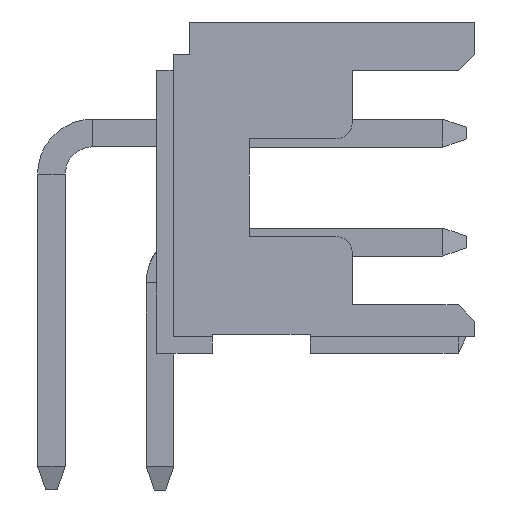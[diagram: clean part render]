
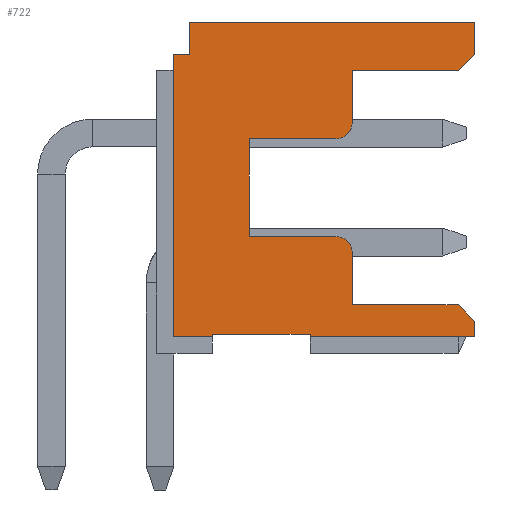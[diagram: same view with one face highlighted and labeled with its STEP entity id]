
A CAD part, left-side view. The second image highlights one B-rep face of the part: STEP entity #722.
In plain terms, the highlighted planar face has unit normal (-1, 0, 0).
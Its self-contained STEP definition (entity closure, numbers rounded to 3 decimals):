
#22 = VERTEX_POINT('',#23);
#23 = CARTESIAN_POINT('',(-7.,0.128,0.338));
#31 = EDGE_CURVE('',#32,#22,#34,.T.);
#32 = VERTEX_POINT('',#33);
#33 = CARTESIAN_POINT('',(-7.,0.128,0.628));
#34 = LINE('',#35,#36);
#35 = CARTESIAN_POINT('',(-7.,0.128,0.628));
#36 = VECTOR('',#37,1.);
#37 = DIRECTION('',(0.,0.,-1.));
#120 = VERTEX_POINT('',#121);
#121 = CARTESIAN_POINT('',(-7.,3.153,0.338));
#127 = EDGE_CURVE('',#22,#120,#128,.T.);
#128 = LINE('',#129,#130);
#129 = CARTESIAN_POINT('',(-7.,0.128,0.338));
#130 = VECTOR('',#131,1.);
#131 = DIRECTION('',(0.,1.,0.));
#446 = VERTEX_POINT('',#447);
#447 = CARTESIAN_POINT('',(-7.,3.153,0.388));
#453 = EDGE_CURVE('',#120,#446,#454,.T.);
#454 = LINE('',#455,#456);
#455 = CARTESIAN_POINT('',(-7.,3.153,0.338));
#456 = VECTOR('',#457,1.);
#457 = DIRECTION('',(0.,0.,1.));
#688 = EDGE_CURVE('',#689,#32,#691,.T.);
#689 = VERTEX_POINT('',#690);
#690 = CARTESIAN_POINT('',(-7.,0.428,0.928));
#691 = LINE('',#692,#693);
#692 = CARTESIAN_POINT('',(-7.,0.428,0.928));
#693 = VECTOR('',#694,1.);
#694 = DIRECTION('',(0.,-0.707,-0.707));
#722 = ADVANCED_FACE('',(#723),#873,.T.);
#723 = FACE_BOUND('',#724,.F.);
#724 = EDGE_LOOP('',(#725,#726,#727,#735,#743,#751,#759,#767,#775,#783,
    #791,#799,#807,#815,#824,#832,#840,#848,#857,#865,#871,#872));
#725 = ORIENTED_EDGE('',*,*,#127,.T.);
#726 = ORIENTED_EDGE('',*,*,#453,.T.);
#727 = ORIENTED_EDGE('',*,*,#728,.T.);
#728 = EDGE_CURVE('',#446,#729,#731,.T.);
#729 = VERTEX_POINT('',#730);
#730 = CARTESIAN_POINT('',(-7.,4.953,0.388));
#731 = LINE('',#732,#733);
#732 = CARTESIAN_POINT('',(-7.,3.153,0.388));
#733 = VECTOR('',#734,1.);
#734 = DIRECTION('',(0.,1.,0.));
#735 = ORIENTED_EDGE('',*,*,#736,.T.);
#736 = EDGE_CURVE('',#729,#737,#739,.T.);
#737 = VERTEX_POINT('',#738);
#738 = CARTESIAN_POINT('',(-7.,4.953,0.338));
#739 = LINE('',#740,#741);
#740 = CARTESIAN_POINT('',(-7.,4.953,0.388));
#741 = VECTOR('',#742,1.);
#742 = DIRECTION('',(0.,0.,-1.));
#743 = ORIENTED_EDGE('',*,*,#744,.F.);
#744 = EDGE_CURVE('',#745,#737,#747,.T.);
#745 = VERTEX_POINT('',#746);
#746 = CARTESIAN_POINT('',(-7.,5.678,0.338));
#747 = LINE('',#748,#749);
#748 = CARTESIAN_POINT('',(-7.,5.678,0.338));
#749 = VECTOR('',#750,1.);
#750 = DIRECTION('',(0.,-1.,0.));
#751 = ORIENTED_EDGE('',*,*,#752,.T.);
#752 = EDGE_CURVE('',#745,#753,#755,.T.);
#753 = VERTEX_POINT('',#754);
#754 = CARTESIAN_POINT('',(-7.,5.678,5.538));
#755 = LINE('',#756,#757);
#756 = CARTESIAN_POINT('',(-7.,5.678,0.338));
#757 = VECTOR('',#758,1.);
#758 = DIRECTION('',(0.,0.,1.));
#759 = ORIENTED_EDGE('',*,*,#760,.F.);
#760 = EDGE_CURVE('',#761,#753,#763,.T.);
#761 = VERTEX_POINT('',#762);
#762 = CARTESIAN_POINT('',(-7.,5.378,5.538));
#763 = LINE('',#764,#765);
#764 = CARTESIAN_POINT('',(-7.,5.378,5.538));
#765 = VECTOR('',#766,1.);
#766 = DIRECTION('',(0.,1.,0.));
#767 = ORIENTED_EDGE('',*,*,#768,.F.);
#768 = EDGE_CURVE('',#769,#761,#771,.T.);
#769 = VERTEX_POINT('',#770);
#770 = CARTESIAN_POINT('',(-7.,5.378,6.138));
#771 = LINE('',#772,#773);
#772 = CARTESIAN_POINT('',(-7.,5.378,6.138));
#773 = VECTOR('',#774,1.);
#774 = DIRECTION('',(0.,0.,-1.));
#775 = ORIENTED_EDGE('',*,*,#776,.T.);
#776 = EDGE_CURVE('',#769,#777,#779,.T.);
#777 = VERTEX_POINT('',#778);
#778 = CARTESIAN_POINT('',(-7.,0.128,6.138));
#779 = LINE('',#780,#781);
#780 = CARTESIAN_POINT('',(-7.,5.378,6.138));
#781 = VECTOR('',#782,1.);
#782 = DIRECTION('',(0.,-1.,0.));
#783 = ORIENTED_EDGE('',*,*,#784,.T.);
#784 = EDGE_CURVE('',#777,#785,#787,.T.);
#785 = VERTEX_POINT('',#786);
#786 = CARTESIAN_POINT('',(-7.,0.128,5.548));
#787 = LINE('',#788,#789);
#788 = CARTESIAN_POINT('',(-7.,0.128,6.138));
#789 = VECTOR('',#790,1.);
#790 = DIRECTION('',(0.,0.,-1.));
#791 = ORIENTED_EDGE('',*,*,#792,.F.);
#792 = EDGE_CURVE('',#793,#785,#795,.T.);
#793 = VERTEX_POINT('',#794);
#794 = CARTESIAN_POINT('',(-7.,0.428,5.248));
#795 = LINE('',#796,#797);
#796 = CARTESIAN_POINT('',(-7.,0.428,5.248));
#797 = VECTOR('',#798,1.);
#798 = DIRECTION('',(0.,-0.707,0.707));
#799 = ORIENTED_EDGE('',*,*,#800,.T.);
#800 = EDGE_CURVE('',#793,#801,#803,.T.);
#801 = VERTEX_POINT('',#802);
#802 = CARTESIAN_POINT('',(-7.,2.378,5.248));
#803 = LINE('',#804,#805);
#804 = CARTESIAN_POINT('',(-7.,0.428,5.248));
#805 = VECTOR('',#806,1.);
#806 = DIRECTION('',(0.,1.,0.));
#807 = ORIENTED_EDGE('',*,*,#808,.T.);
#808 = EDGE_CURVE('',#801,#809,#811,.T.);
#809 = VERTEX_POINT('',#810);
#810 = CARTESIAN_POINT('',(-7.,2.378,4.288));
#811 = LINE('',#812,#813);
#812 = CARTESIAN_POINT('',(-7.,2.378,5.248));
#813 = VECTOR('',#814,1.);
#814 = DIRECTION('',(0.,0.,-1.));
#815 = ORIENTED_EDGE('',*,*,#816,.F.);
#816 = EDGE_CURVE('',#817,#809,#819,.T.);
#817 = VERTEX_POINT('',#818);
#818 = CARTESIAN_POINT('',(-7.,2.678,3.988));
#819 = CIRCLE('',#820,0.3);
#820 = AXIS2_PLACEMENT_3D('',#821,#822,#823);
#821 = CARTESIAN_POINT('',(-7.,2.678,4.288));
#822 = DIRECTION('',(-1.,0.,0.));
#823 = DIRECTION('',(0.,0.,-1.));
#824 = ORIENTED_EDGE('',*,*,#825,.T.);
#825 = EDGE_CURVE('',#817,#826,#828,.T.);
#826 = VERTEX_POINT('',#827);
#827 = CARTESIAN_POINT('',(-7.,4.278,3.988));
#828 = LINE('',#829,#830);
#829 = CARTESIAN_POINT('',(-7.,2.678,3.988));
#830 = VECTOR('',#831,1.);
#831 = DIRECTION('',(0.,1.,0.));
#832 = ORIENTED_EDGE('',*,*,#833,.T.);
#833 = EDGE_CURVE('',#826,#834,#836,.T.);
#834 = VERTEX_POINT('',#835);
#835 = CARTESIAN_POINT('',(-7.,4.278,2.188));
#836 = LINE('',#837,#838);
#837 = CARTESIAN_POINT('',(-7.,4.278,3.988));
#838 = VECTOR('',#839,1.);
#839 = DIRECTION('',(0.,0.,-1.));
#840 = ORIENTED_EDGE('',*,*,#841,.F.);
#841 = EDGE_CURVE('',#842,#834,#844,.T.);
#842 = VERTEX_POINT('',#843);
#843 = CARTESIAN_POINT('',(-7.,2.678,2.188));
#844 = LINE('',#845,#846);
#845 = CARTESIAN_POINT('',(-7.,2.678,2.188));
#846 = VECTOR('',#847,1.);
#847 = DIRECTION('',(0.,1.,0.));
#848 = ORIENTED_EDGE('',*,*,#849,.F.);
#849 = EDGE_CURVE('',#850,#842,#852,.T.);
#850 = VERTEX_POINT('',#851);
#851 = CARTESIAN_POINT('',(-7.,2.378,1.888));
#852 = CIRCLE('',#853,0.3);
#853 = AXIS2_PLACEMENT_3D('',#854,#855,#856);
#854 = CARTESIAN_POINT('',(-7.,2.678,1.888));
#855 = DIRECTION('',(-1.,0.,0.));
#856 = DIRECTION('',(0.,-1.,0.));
#857 = ORIENTED_EDGE('',*,*,#858,.T.);
#858 = EDGE_CURVE('',#850,#859,#861,.T.);
#859 = VERTEX_POINT('',#860);
#860 = CARTESIAN_POINT('',(-7.,2.378,0.928));
#861 = LINE('',#862,#863);
#862 = CARTESIAN_POINT('',(-7.,2.378,1.888));
#863 = VECTOR('',#864,1.);
#864 = DIRECTION('',(0.,0.,-1.));
#865 = ORIENTED_EDGE('',*,*,#866,.F.);
#866 = EDGE_CURVE('',#689,#859,#867,.T.);
#867 = LINE('',#868,#869);
#868 = CARTESIAN_POINT('',(-7.,0.428,0.928));
#869 = VECTOR('',#870,1.);
#870 = DIRECTION('',(0.,1.,0.));
#871 = ORIENTED_EDGE('',*,*,#688,.T.);
#872 = ORIENTED_EDGE('',*,*,#31,.T.);
#873 = PLANE('',#874);
#874 = AXIS2_PLACEMENT_3D('',#875,#876,#877);
#875 = CARTESIAN_POINT('',(-7.,5.978,6.138));
#876 = DIRECTION('',(-1.,0.,0.));
#877 = DIRECTION('',(0.,0.,-1.));
